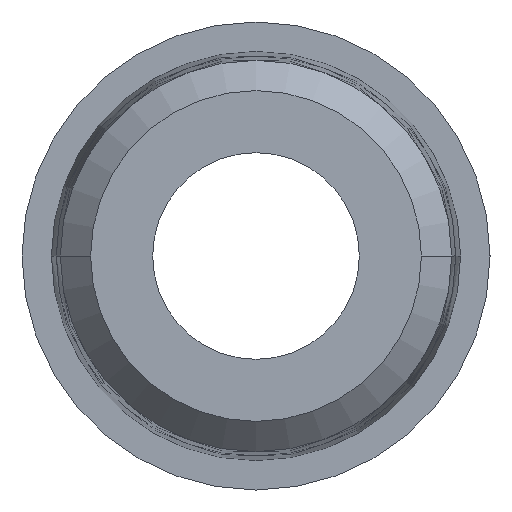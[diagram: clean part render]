
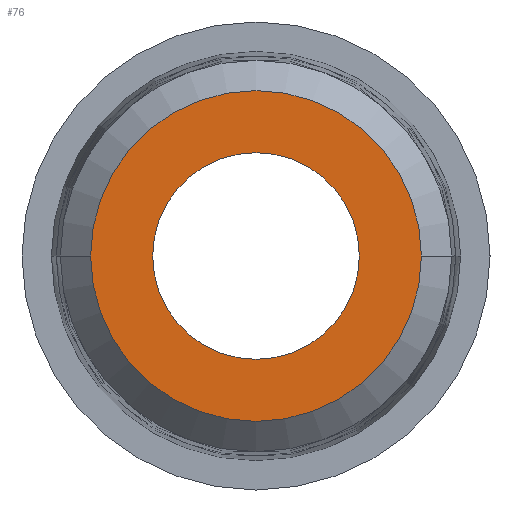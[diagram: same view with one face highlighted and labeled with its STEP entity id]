
A CAD part, left-side view. The second image highlights one B-rep face of the part: STEP entity #76.
In plain terms, the highlighted planar face has unit normal (-1, 0, 0).
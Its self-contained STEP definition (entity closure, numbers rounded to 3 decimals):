
#76=ADVANCED_FACE('',(#151,#152),#153,.T.);
#151=FACE_BOUND('',#241,.T.);
#152=FACE_OUTER_BOUND('',#242,.T.);
#153=PLANE('',#243);
#241=EDGE_LOOP('',(#488,#489));
#242=EDGE_LOOP('',(#490,#491));
#243=AXIS2_PLACEMENT_3D('',#492,#493,#494);
#488=ORIENTED_EDGE('',*,*,#656,.T.);
#489=ORIENTED_EDGE('',*,*,#642,.T.);
#490=ORIENTED_EDGE('',*,*,#623,.F.);
#491=ORIENTED_EDGE('',*,*,#665,.F.);
#492=CARTESIAN_POINT('',(-32.1,-2.12,0.0));
#493=DIRECTION('',(-1.0,0.,-0.0));
#494=DIRECTION('',(0.,1.0,0.0));
#623=EDGE_CURVE('',#749,#752,#753,.T.);
#642=EDGE_CURVE('',#783,#785,#787,.T.);
#656=EDGE_CURVE('',#785,#783,#807,.T.);
#665=EDGE_CURVE('',#752,#749,#816,.T.);
#749=VERTEX_POINT('',#913);
#752=VERTEX_POINT('',#917);
#753=CIRCLE('',#918,4.24);
#783=VERTEX_POINT('',#957);
#785=VERTEX_POINT('',#960);
#787=CIRCLE('',#963,2.65);
#807=CIRCLE('',#989,2.65);
#816=CIRCLE('',#998,4.24);
#913=CARTESIAN_POINT('',(-32.1,-4.24,0.0));
#917=CARTESIAN_POINT('',(-32.1,4.24,0.));
#918=AXIS2_PLACEMENT_3D('',#1105,#1106,#1107);
#957=CARTESIAN_POINT('',(-32.1,2.65,0.));
#960=CARTESIAN_POINT('',(-32.1,-2.65,0.));
#963=AXIS2_PLACEMENT_3D('',#1140,#1141,#1142);
#989=AXIS2_PLACEMENT_3D('',#1170,#1171,#1172);
#998=AXIS2_PLACEMENT_3D('',#1197,#1198,#1199);
#1105=CARTESIAN_POINT('',(-32.1,0.0,0.0));
#1106=DIRECTION('',(1.0,0.,0.0));
#1107=DIRECTION('',(0.,-1.0,0.0));
#1140=CARTESIAN_POINT('',(-32.1,0.0,0.0));
#1141=DIRECTION('',(1.0,0.,0.0));
#1142=DIRECTION('',(0.,1.0,0.0));
#1170=CARTESIAN_POINT('',(-32.1,0.0,0.0));
#1171=DIRECTION('',(1.0,0.,0.0));
#1172=DIRECTION('',(0.,1.0,0.0));
#1197=CARTESIAN_POINT('',(-32.1,0.0,0.0));
#1198=DIRECTION('',(1.0,0.,0.0));
#1199=DIRECTION('',(0.,-1.0,0.0));
